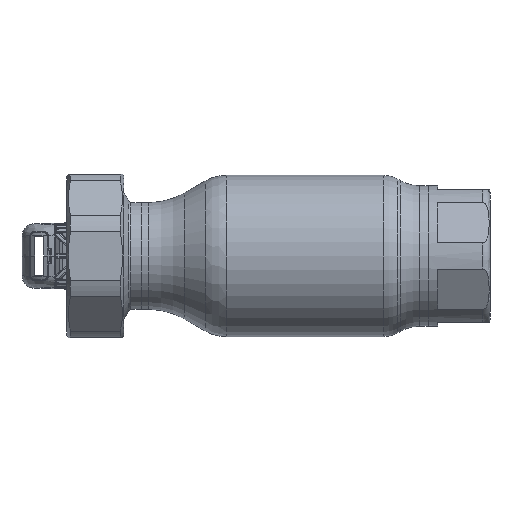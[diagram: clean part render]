
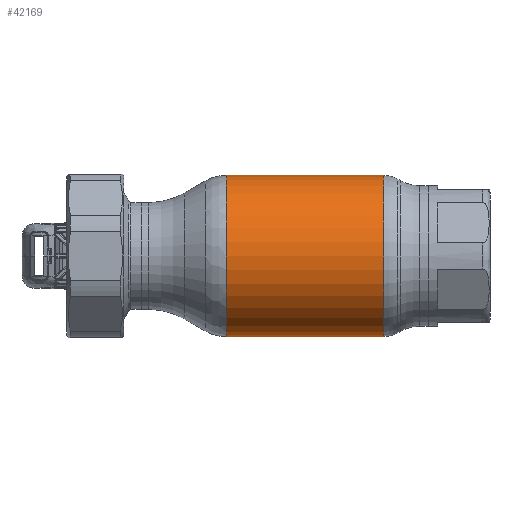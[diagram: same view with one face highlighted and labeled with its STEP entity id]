
A CAD part, front view. The second image highlights one B-rep face of the part: STEP entity #42169.
In plain terms, the highlighted cylindrical face has radius 34 mm (diameter 68 mm), a partial arc.
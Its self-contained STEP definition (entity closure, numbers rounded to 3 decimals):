
#1573 = VERTEX_POINT ( 'NONE', #12798 ) ;
#2143 = DIRECTION ( 'NONE',  ( 0., 0., -1. ) ) ;
#3527 = CARTESIAN_POINT ( 'NONE',  ( 62.69, 0., 0. ) ) ;
#5855 = LINE ( 'NONE', #40989, #16507 ) ;
#6300 = ORIENTED_EDGE ( 'NONE', *, *, #41880, .F. ) ;
#6918 = ORIENTED_EDGE ( 'NONE', *, *, #52722, .F. ) ;
#8911 = EDGE_CURVE ( 'NONE', #48413, #16690, #10522, .T. ) ;
#10522 = CIRCLE ( 'NONE', #42657, 34. ) ;
#12798 = CARTESIAN_POINT ( 'NONE',  ( 33.177, 0., 34. ) ) ;
#13291 = ORIENTED_EDGE ( 'NONE', *, *, #8911, .T. ) ;
#14913 = EDGE_LOOP ( 'NONE', ( #6918, #13291, #57539, #6300 ) ) ;
#15192 = CYLINDRICAL_SURFACE ( 'NONE', #21750, 34. ) ;
#16507 = VECTOR ( 'NONE', #66099, 1000. ) ;
#16690 = VERTEX_POINT ( 'NONE', #38663 ) ;
#16854 = VERTEX_POINT ( 'NONE', #34319 ) ;
#21750 = AXIS2_PLACEMENT_3D ( 'NONE', #3527, #29861, #41265 ) ;
#25585 = VECTOR ( 'NONE', #64004, 1000. ) ;
#28199 = AXIS2_PLACEMENT_3D ( 'NONE', #58820, #33267, #2143 ) ;
#29861 = DIRECTION ( 'NONE',  ( 1., 0., 0. ) ) ;
#30774 = CIRCLE ( 'NONE', #28199, 34. ) ;
#33267 = DIRECTION ( 'NONE',  ( 1., 0., 0. ) ) ;
#34319 = CARTESIAN_POINT ( 'NONE',  ( 33.177, 0., -34. ) ) ;
#38663 = CARTESIAN_POINT ( 'NONE',  ( -33.177, 0., -34. ) ) ;
#40621 = FACE_OUTER_BOUND ( 'NONE', #14913, .T. ) ;
#40989 = CARTESIAN_POINT ( 'NONE',  ( 62.69, 0., 34. ) ) ;
#41265 = DIRECTION ( 'NONE',  ( 0., 0., -1. ) ) ;
#41880 = EDGE_CURVE ( 'NONE', #1573, #16854, #30774, .T. ) ;
#42113 = CARTESIAN_POINT ( 'NONE',  ( -33.177, 0., 34. ) ) ;
#42169 = ADVANCED_FACE ( 'NONE', ( #40621 ), #15192, .T. ) ;
#42657 = AXIS2_PLACEMENT_3D ( 'NONE', #64874, #59153, #53695 ) ;
#48270 = CARTESIAN_POINT ( 'NONE',  ( 62.69, 0., -34. ) ) ;
#48413 = VERTEX_POINT ( 'NONE', #42113 ) ;
#52722 = EDGE_CURVE ( 'NONE', #48413, #1573, #5855, .T. ) ;
#53695 = DIRECTION ( 'NONE',  ( 0., 0., -1. ) ) ;
#54148 = LINE ( 'NONE', #48270, #25585 ) ;
#57539 = ORIENTED_EDGE ( 'NONE', *, *, #66662, .T. ) ;
#58820 = CARTESIAN_POINT ( 'NONE',  ( 33.177, 0., 0. ) ) ;
#59153 = DIRECTION ( 'NONE',  ( 1., 0., 0. ) ) ;
#64004 = DIRECTION ( 'NONE',  ( 1., 0., 0. ) ) ;
#64874 = CARTESIAN_POINT ( 'NONE',  ( -33.177, 0., 0. ) ) ;
#66099 = DIRECTION ( 'NONE',  ( 1., 0., 0. ) ) ;
#66662 = EDGE_CURVE ( 'NONE', #16690, #16854, #54148, .T. ) ;
